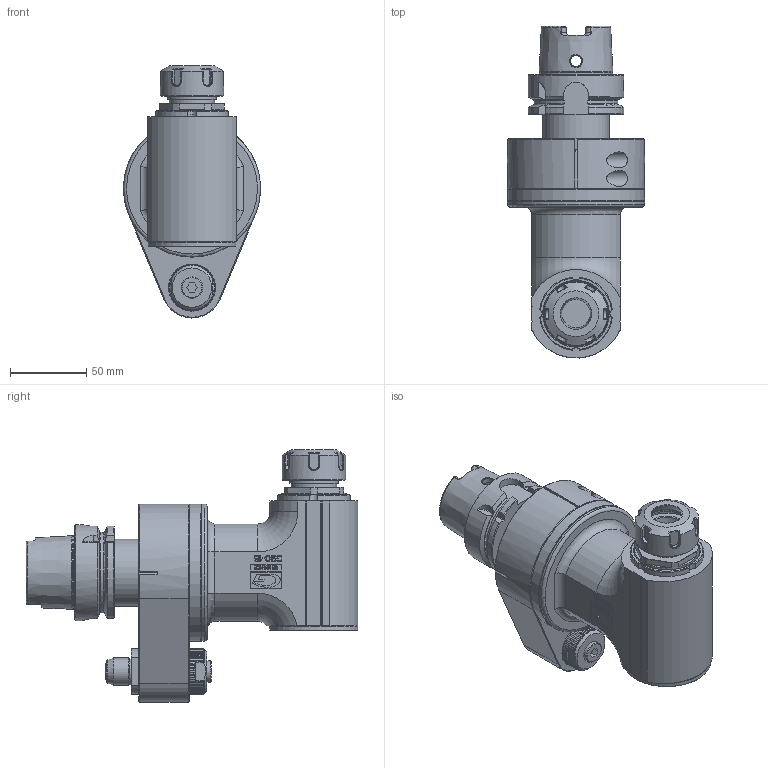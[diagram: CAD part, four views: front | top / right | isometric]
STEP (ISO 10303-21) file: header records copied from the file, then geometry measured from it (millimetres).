
FILE_DESCRIPTION(/* description */ (''),/* implementation_level */ '2;1');
FILE_NAME(/* name */ '9.G90.16000-12H63.stp',/* time_stamp */ '2024-05-22T14:06:28-04:00',/* author */ ('jkrenzer'),/* organization */ (''),/* preprocessor_version */ 'ST-DEVELOPER v18.1',/* originating_system */ 'Autodesk Inventor 2022',/* authorisation */ '');
FILE_SCHEMA (('AUTOMOTIVE_DESIGN { 1 0 10303 214 3 1 1 }'));
Length unit declared in the file: millimetre
Products named in the file (3): 9.G90.16000-12H63; 9_GA1_566_1   (Classic, Type 1, HSK63A, 65mm); 9_G90_16000
Assembly tree (2 placements, depth 2):
  9.G90.16000-12H63
    9_GA1_566_1   (Classic, Type 1, HSK63A, 65mm)
    9_G90_16000
Bounding box: 90 x 217.89 x 165.5 mm (x, y, z)
Volume: 837665 mm3; surface area: 136131.3 mm2
Topology: 5 solids, 7 shells, 1172 faces, 3161 edges, 2065 vertices
Faces by surface type: plane 728, cylinder 187, cone 135, bspline 92, torus 29, sphere 1
Full cylindrical faces by diameter (mm): 3.14 x1, 3.3 x1, 4 x3, 4.2 x6, 5 x4, 6 x2, 7 x3, 7.5 x2, 8.5 x1, 9 x1, 10 x3, 10.5 x2, 11 x1, 12 x1, 14 x2, 15.2 x1, 16.92 x1, 17 x1, 18 x4, 18.325 x1, 18.665 x1, 19 x1, 20.5 x1, 20.8 x1, 25 x1, 26 x1, 30 x2, 30.5 x1, 32 x1, 33 x1
Entity records: 41903 total; most frequent: CARTESIAN_POINT 12715, ORIENTED_EDGE 6295, DIRECTION 5734, EDGE_CURVE 3150, VERTEX_POINT 2065, LINE 2014, VECTOR 2014, AXIS2_PLACEMENT_3D 1860
